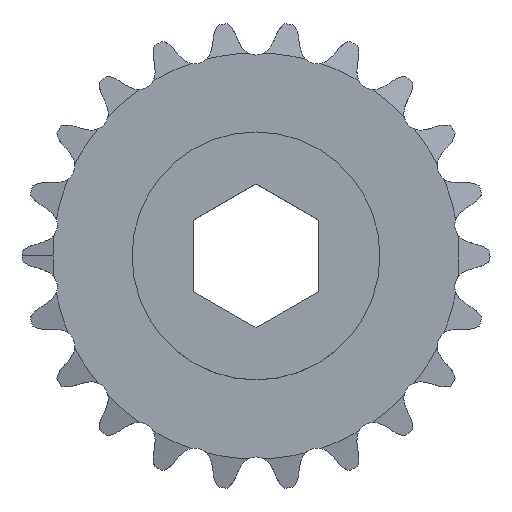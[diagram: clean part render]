
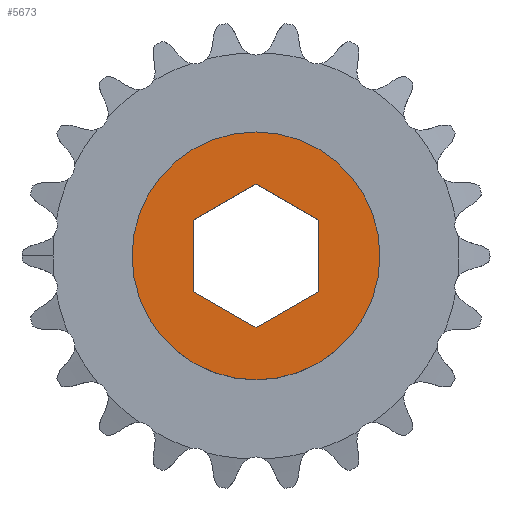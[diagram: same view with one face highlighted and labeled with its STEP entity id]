
A CAD part, top view. The second image highlights one B-rep face of the part: STEP entity #5673.
In plain terms, the highlighted planar face has unit normal (0, 0, 1).
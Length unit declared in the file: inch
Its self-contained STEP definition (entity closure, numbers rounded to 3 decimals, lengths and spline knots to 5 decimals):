
#322 = DIRECTION ( 'NONE',  ( 1., 0., 0. ) ) ;
#330 = LINE ( 'NONE', #2469, #846 ) ;
#391 = LINE ( 'NONE', #4868, #1767 ) ;
#562 = ORIENTED_EDGE ( 'NONE', *, *, #6585, .F. ) ;
#591 = VECTOR ( 'NONE', #8576, 39.37008 ) ;
#843 = EDGE_CURVE ( 'NONE', #2505, #844, #330, .T. ) ;
#844 = VERTEX_POINT ( 'NONE', #3823 ) ;
#846 = VECTOR ( 'NONE', #6502, 39.37008 ) ;
#923 = AXIS2_PLACEMENT_3D ( 'NONE', #4388, #4330, #3656 ) ;
#1162 = VECTOR ( 'NONE', #5347, 39.37008 ) ;
#1233 = DIRECTION ( 'NONE',  ( 1., 0., 0. ) ) ;
#1459 = FACE_BOUND ( 'NONE', #7525, .T. ) ;
#1481 = DIRECTION ( 'NONE',  ( 0.866, -0.5, 0. ) ) ;
#1666 = FACE_OUTER_BOUND ( 'NONE', #7156, .T. ) ;
#1767 = VECTOR ( 'NONE', #3506, 39.37008 ) ;
#1864 = ORIENTED_EDGE ( 'NONE', *, *, #7235, .F. ) ;
#1888 = DIRECTION ( 'NONE',  ( -0.866, -0.5, 0. ) ) ;
#1990 = EDGE_CURVE ( 'NONE', #6883, #4808, #4448, .T. ) ;
#2180 = CARTESIAN_POINT ( 'NONE',  ( 0., 0.28925, 0.36125 ) ) ;
#2275 = CARTESIAN_POINT ( 'NONE',  ( 0., 0., 0.36125 ) ) ;
#2305 = EDGE_CURVE ( 'NONE', #844, #3006, #2958, .T. ) ;
#2469 = CARTESIAN_POINT ( 'NONE',  ( 0., -0.28925, 0.36125 ) ) ;
#2505 = VERTEX_POINT ( 'NONE', #7037 ) ;
#2955 = DIRECTION ( 'NONE',  ( 0., 0., 1. ) ) ;
#2958 = LINE ( 'NONE', #3299, #1162 ) ;
#3006 = VERTEX_POINT ( 'NONE', #8436 ) ;
#3186 = CARTESIAN_POINT ( 'NONE',  ( 0., 0., 0.36125 ) ) ;
#3299 = CARTESIAN_POINT ( 'NONE',  ( 0.2505, -0.14463, 0.36125 ) ) ;
#3403 = ORIENTED_EDGE ( 'NONE', *, *, #843, .F. ) ;
#3506 = DIRECTION ( 'NONE',  ( -0.866, 0.5, 0. ) ) ;
#3597 = ORIENTED_EDGE ( 'NONE', *, *, #2305, .F. ) ;
#3656 = DIRECTION ( 'NONE',  ( 1., 0., 0. ) ) ;
#3823 = CARTESIAN_POINT ( 'NONE',  ( 0.2505, -0.14463, 0.36125 ) ) ;
#3966 = AXIS2_PLACEMENT_3D ( 'NONE', #3186, #8699, #1233 ) ;
#4117 = CARTESIAN_POINT ( 'NONE',  ( -0.5, 0., 0.36125 ) ) ;
#4152 = VERTEX_POINT ( 'NONE', #8497 ) ;
#4330 = DIRECTION ( 'NONE',  ( 0., 0., 1. ) ) ;
#4388 = CARTESIAN_POINT ( 'NONE',  ( 0., 0., 0.36125 ) ) ;
#4399 = VECTOR ( 'NONE', #1481, 39.37008 ) ;
#4404 = LINE ( 'NONE', #5096, #591 ) ;
#4448 = CIRCLE ( 'NONE', #923, 0.5 ) ;
#4654 = CARTESIAN_POINT ( 'NONE',  ( 0., 0.28925, 0.36125 ) ) ;
#4657 = EDGE_CURVE ( 'NONE', #4808, #6883, #6008, .T. ) ;
#4667 = CARTESIAN_POINT ( 'NONE',  ( 0.5, 0., 0.36125 ) ) ;
#4808 = VERTEX_POINT ( 'NONE', #4667 ) ;
#4864 = VERTEX_POINT ( 'NONE', #7949 ) ;
#4868 = CARTESIAN_POINT ( 'NONE',  ( 0.2505, 0.14463, 0.36125 ) ) ;
#5096 = CARTESIAN_POINT ( 'NONE',  ( -0.2505, 0.14463, 0.36125 ) ) ;
#5347 = DIRECTION ( 'NONE',  ( 0., 1., 0. ) ) ;
#5367 = VERTEX_POINT ( 'NONE', #2180 ) ;
#5649 = EDGE_CURVE ( 'NONE', #5367, #4864, #7789, .T. ) ;
#5673 = ADVANCED_FACE ( 'NONE', ( #1666, #1459 ), #7292, .T. ) ;
#6008 = CIRCLE ( 'NONE', #7109, 0.5 ) ;
#6376 = ORIENTED_EDGE ( 'NONE', *, *, #5649, .F. ) ;
#6381 = EDGE_CURVE ( 'NONE', #3006, #5367, #391, .T. ) ;
#6502 = DIRECTION ( 'NONE',  ( 0.866, 0.5, 0. ) ) ;
#6585 = EDGE_CURVE ( 'NONE', #4864, #4152, #4404, .T. ) ;
#6883 = VERTEX_POINT ( 'NONE', #4117 ) ;
#7037 = CARTESIAN_POINT ( 'NONE',  ( 0., -0.28925, 0.36125 ) ) ;
#7109 = AXIS2_PLACEMENT_3D ( 'NONE', #2275, #2955, #322 ) ;
#7156 = EDGE_LOOP ( 'NONE', ( #8037, #8384 ) ) ;
#7235 = EDGE_CURVE ( 'NONE', #4152, #2505, #8640, .T. ) ;
#7292 = PLANE ( 'NONE',  #3966 ) ;
#7525 = EDGE_LOOP ( 'NONE', ( #7954, #3597, #3403, #1864, #562, #6376 ) ) ;
#7635 = CARTESIAN_POINT ( 'NONE',  ( -0.2505, -0.14463, 0.36125 ) ) ;
#7789 = LINE ( 'NONE', #4654, #8223 ) ;
#7949 = CARTESIAN_POINT ( 'NONE',  ( -0.2505, 0.14463, 0.36125 ) ) ;
#7954 = ORIENTED_EDGE ( 'NONE', *, *, #6381, .F. ) ;
#8037 = ORIENTED_EDGE ( 'NONE', *, *, #1990, .T. ) ;
#8223 = VECTOR ( 'NONE', #1888, 39.37008 ) ;
#8384 = ORIENTED_EDGE ( 'NONE', *, *, #4657, .T. ) ;
#8436 = CARTESIAN_POINT ( 'NONE',  ( 0.2505, 0.14463, 0.36125 ) ) ;
#8497 = CARTESIAN_POINT ( 'NONE',  ( -0.2505, -0.14463, 0.36125 ) ) ;
#8576 = DIRECTION ( 'NONE',  ( 0., -1., 0. ) ) ;
#8640 = LINE ( 'NONE', #7635, #4399 ) ;
#8699 = DIRECTION ( 'NONE',  ( 0., 0., 1. ) ) ;
